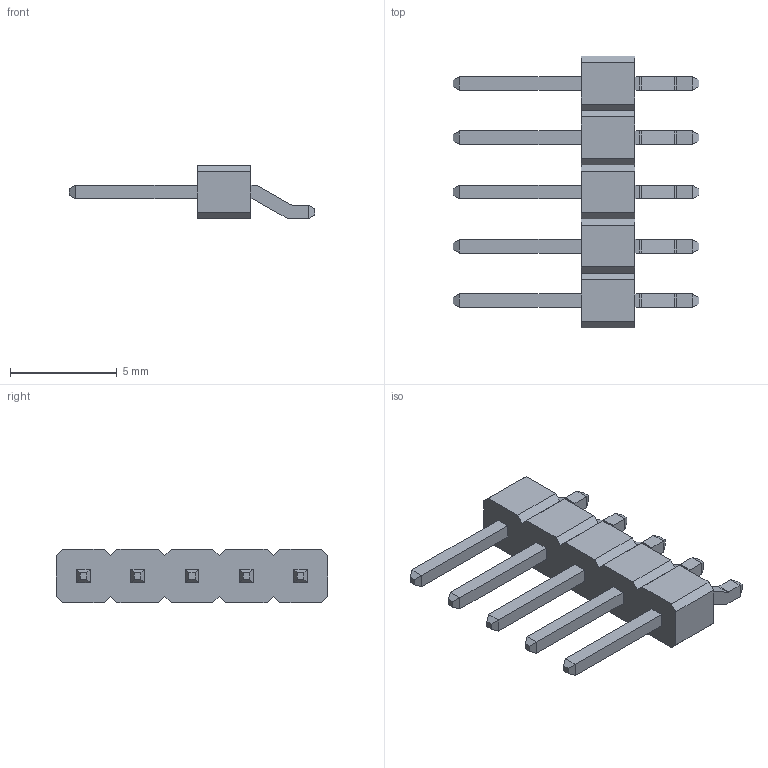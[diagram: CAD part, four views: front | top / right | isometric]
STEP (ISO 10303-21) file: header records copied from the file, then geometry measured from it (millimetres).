
FILE_DESCRIPTION(('FreeCAD Model'),'2;1');
FILE_NAME('Open CASCADE Shape Model','2024-05-03T11:26:32',('Author'),( ''),'Open CASCADE STEP processor 7.6','FreeCAD','Unknown');
FILE_SCHEMA(('AUTOMOTIVE_DESIGN { 1 0 10303 214 1 1 1 1 }'));
Length unit declared in the file: millimetre
Products named in the file (7): Unnamed; insulation_001; pin_001; pin_002; pin_003; pin_004; pin_005
Assembly tree (6 placements, depth 2):
  Unnamed
    insulation_001
    pin_001
    pin_002
    pin_003
    pin_004
    pin_005
Bounding box: 11.5 x 12.7 x 2.5 mm (x, y, z)
Volume: 95.5 mm3; surface area: 318.9 mm2
Topology: 6 solids, 6 shells, 184 faces, 476 edges, 304 vertices
Faces by surface type: plane 164, cylinder 20
Entity records: 5671 total; most frequent: CARTESIAN_POINT 971, ORIENTED_EDGE 952, DIRECTION 898, EDGE_CURVE 476, LINE 436, VECTOR 436, VERTEX_POINT 304, AXIS2_PLACEMENT_3D 231
